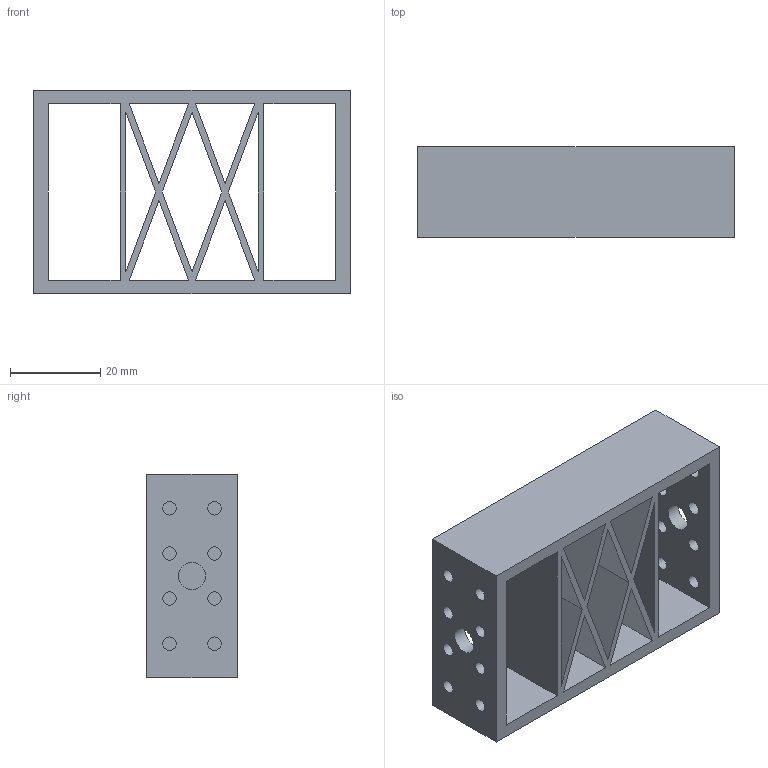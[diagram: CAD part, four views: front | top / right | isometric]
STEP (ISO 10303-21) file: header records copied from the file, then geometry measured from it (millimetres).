
FILE_DESCRIPTION(/* description */ (''),/* implementation_level */ '2;1');
FILE_NAME(/* name */ 'link_1.step',/* time_stamp */ '2023-01-30T19:29:43+05:30',/* author */ (''),/* organization */ (''),/* preprocessor_version */ 'ST-DEVELOPER v19',/* originating_system */ 'Autodesk Translation Framework v11.7.0.108',/* authorisation */ '');
FILE_SCHEMA (('AUTOMOTIVE_DESIGN { 1 0 10303 214 3 1 1 }'));
Length unit declared in the file: millimetre
Products named in the file (1): Thigh Leg scaled length 7mm
Bounding box: 70 x 20 x 45 mm (x, y, z)
Volume: 19186.6 mm3; surface area: 19673.2 mm2
Topology: 1 solids, 1 shells, 54 faces, 156 edges, 104 vertices
Faces by surface type: plane 36, cylinder 18
Full cylindrical faces by diameter (mm): 3 x16, 6 x2
Entity records: 1917 total; most frequent: CARTESIAN_POINT 315, ORIENTED_EDGE 312, DIRECTION 302, EDGE_CURVE 156, LINE 120, VECTOR 120, EDGE_LOOP 108, VERTEX_POINT 104
